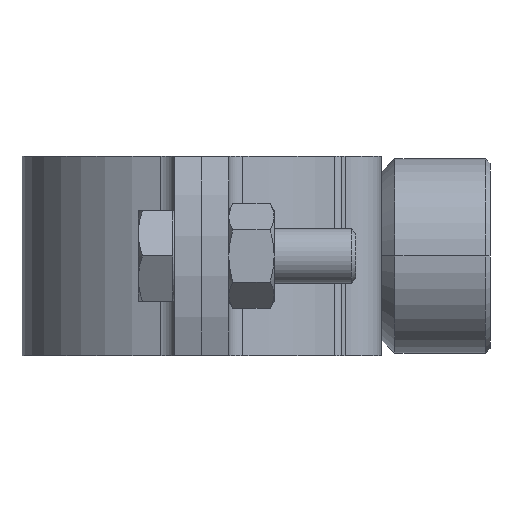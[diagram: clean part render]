
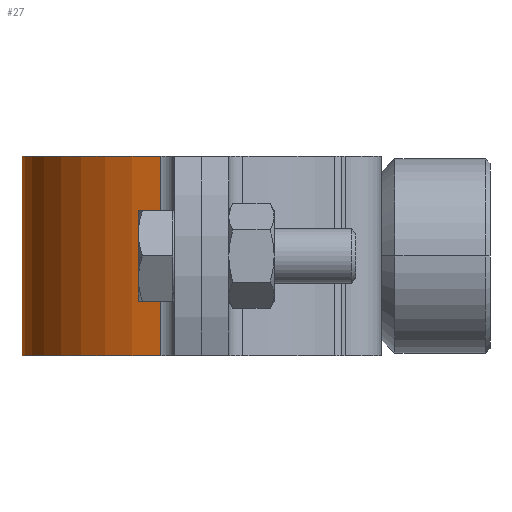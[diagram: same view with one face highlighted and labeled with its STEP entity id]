
A CAD part, left-side view. The second image highlights one B-rep face of the part: STEP entity #27.
In plain terms, the highlighted cylindrical face has radius 19.85 mm (diameter 39.7 mm), a partial arc.
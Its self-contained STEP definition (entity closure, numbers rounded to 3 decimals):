
#27 = ADVANCED_FACE ( 'NONE', ( #2628 ), #2627, .T. ) ;
#683 = CARTESIAN_POINT ( 'NONE',  ( -19.323, -4.542, 11. ) ) ;
#998 = VERTEX_POINT ( 'NONE', #4044 ) ;
#1031 = DIRECTION ( 'NONE',  ( 1., 0., 0. ) ) ;
#1033 = DIRECTION ( 'NONE',  ( 0., 0., 1. ) ) ;
#1039 = CARTESIAN_POINT ( 'NONE',  ( 0., 0., -11. ) ) ;
#1387 = LINE ( 'NONE', #683, #4009 ) ;
#1535 = EDGE_LOOP ( 'NONE', ( #2935, #2890, #2905, #2906 ) ) ;
#1586 = CARTESIAN_POINT ( 'NONE',  ( 19.323, -4.542, 11. ) ) ;
#2036 = DIRECTION ( 'NONE',  ( 0., 0., -1. ) ) ;
#2046 = CARTESIAN_POINT ( 'NONE',  ( 19.323, -4.542, 11. ) ) ;
#2059 = LINE ( 'NONE', #2046, #2253 ) ;
#2093 = CARTESIAN_POINT ( 'NONE',  ( -19.323, -4.542, 11. ) ) ;
#2154 = DIRECTION ( 'NONE',  ( 0., 0., 1. ) ) ;
#2162 = DIRECTION ( 'NONE',  ( 1., 0., 0. ) ) ;
#2229 = CARTESIAN_POINT ( 'NONE',  ( 0., 0., 11. ) ) ;
#2253 = VECTOR ( 'NONE', #2036, 1000. ) ;
#2483 = CIRCLE ( 'NONE', #2485, 19.85 ) ;
#2485 = AXIS2_PLACEMENT_3D ( 'NONE', #1039, #1033, #1031 ) ;
#2610 = DIRECTION ( 'NONE',  ( -1., 0., 0. ) ) ;
#2612 = DIRECTION ( 'NONE',  ( 0., 0., -1. ) ) ;
#2620 = CARTESIAN_POINT ( 'NONE',  ( 0., 0., 11. ) ) ;
#2627 = CYLINDRICAL_SURFACE ( 'NONE', #4214, 19.85 ) ;
#2628 = FACE_OUTER_BOUND ( 'NONE', #1535, .T. ) ;
#2890 = ORIENTED_EDGE ( 'NONE', *, *, #2923, .F. ) ;
#2905 = ORIENTED_EDGE ( 'NONE', *, *, #3864, .F. ) ;
#2906 = ORIENTED_EDGE ( 'NONE', *, *, #4466, .T. ) ;
#2923 = EDGE_CURVE ( 'NONE', #3932, #3638, #2059, .T. ) ;
#2935 = ORIENTED_EDGE ( 'NONE', *, *, #3127, .T. ) ;
#3127 = EDGE_CURVE ( 'NONE', #998, #3638, #2483, .T. ) ;
#3212 = CIRCLE ( 'NONE', #3229, 19.85 ) ;
#3229 = AXIS2_PLACEMENT_3D ( 'NONE', #2229, #2154, #2162 ) ;
#3638 = VERTEX_POINT ( 'NONE', #3687 ) ;
#3687 = CARTESIAN_POINT ( 'NONE',  ( 19.323, -4.542, -11. ) ) ;
#3864 = EDGE_CURVE ( 'NONE', #4788, #3932, #3212, .T. ) ;
#3932 = VERTEX_POINT ( 'NONE', #1586 ) ;
#4009 = VECTOR ( 'NONE', #4478, 1000. ) ;
#4044 = CARTESIAN_POINT ( 'NONE',  ( -19.323, -4.542, -11. ) ) ;
#4214 = AXIS2_PLACEMENT_3D ( 'NONE', #2620, #2612, #2610 ) ;
#4466 = EDGE_CURVE ( 'NONE', #4788, #998, #1387, .T. ) ;
#4478 = DIRECTION ( 'NONE',  ( 0., 0., -1. ) ) ;
#4788 = VERTEX_POINT ( 'NONE', #2093 ) ;
